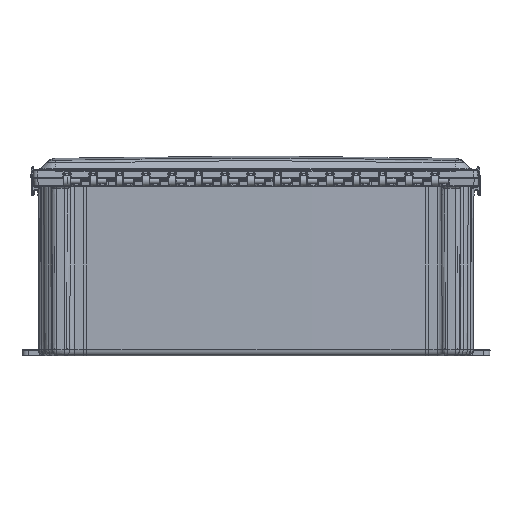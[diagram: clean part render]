
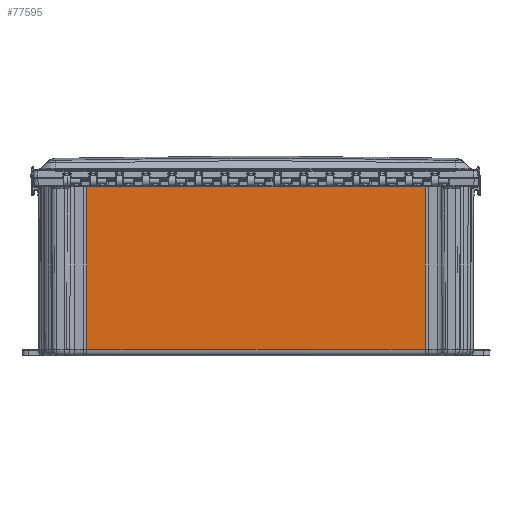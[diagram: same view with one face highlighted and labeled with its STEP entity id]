
A CAD part, left-side view. The second image highlights one B-rep face of the part: STEP entity #77595.
In plain terms, the highlighted conical face has half-angle 0.25 degrees and reference radius 12878.4 mm.
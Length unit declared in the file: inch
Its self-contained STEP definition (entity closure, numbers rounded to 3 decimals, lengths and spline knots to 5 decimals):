
#220=CONICAL_SURFACE('',#84242,507.02515,0.25);
#10389=FACE_OUTER_BOUND('',#15667,.T.);
#15667=EDGE_LOOP('',(#60020,#60021,#60022,#60023));
#20941=CIRCLE('',#84103,507.00432);
#21026=CIRCLE('',#84243,507.04598);
#25337=LINE('',#174531,#29134);
#25338=LINE('',#174535,#29135);
#29134=VECTOR('',#97722,9.54708);
#29135=VECTOR('',#97727,9.54708);
#34352=VERTEX_POINT('',#172561);
#34353=VERTEX_POINT('',#172565);
#34430=VERTEX_POINT('',#174529);
#34431=VERTEX_POINT('',#174533);
#43353=EDGE_CURVE('',#34352,#34353,#20941,.T.);
#43507=EDGE_CURVE('',#34430,#34352,#25337,.T.);
#43508=EDGE_CURVE('',#34430,#34431,#21026,.T.);
#43509=EDGE_CURVE('',#34431,#34353,#25338,.T.);
#60020=ORIENTED_EDGE('',*,*,#43353,.F.);
#60021=ORIENTED_EDGE('',*,*,#43507,.F.);
#60022=ORIENTED_EDGE('',*,*,#43508,.T.);
#60023=ORIENTED_EDGE('',*,*,#43509,.T.);
#77595=ADVANCED_FACE('',(#10389),#220,.T.);
#84103=AXIS2_PLACEMENT_3D('',#172566,#97399,#97400);
#84242=AXIS2_PLACEMENT_3D('',#174532,#97723,#97724);
#84243=AXIS2_PLACEMENT_3D('',#174534,#97725,#97726);
#97399=DIRECTION('center_axis',(0.,-1.,0.));
#97400=DIRECTION('ref_axis',(0.019,0.,1.));
#97722=DIRECTION('',(0.,-1.,-0.004));
#97723=DIRECTION('center_axis',(0.,1.,0.));
#97724=DIRECTION('ref_axis',(1.,0.,0.));
#97725=DIRECTION('center_axis',(0.,-1.,0.));
#97726=DIRECTION('ref_axis',(0.019,0.,1.));
#97727=DIRECTION('',(0.,-1.,-0.004));
#172561=CARTESIAN_POINT('',(9.65445,-9.7517,12.09927));
#172565=CARTESIAN_POINT('',(-9.65445,-9.7517,12.09927));
#172566=CARTESIAN_POINT('Origin',(0.,-9.7517,-494.81312));
#174529=CARTESIAN_POINT('',(9.65525,-0.20472,12.14092));
#174531=CARTESIAN_POINT('',(9.65525,-0.20472,12.14092));
#174532=CARTESIAN_POINT('Origin',(0.,-4.97821,-494.81312));
#174533=CARTESIAN_POINT('',(-9.65525,-0.20472,12.14092));
#174534=CARTESIAN_POINT('Origin',(0.,-0.20472,
-494.81312));
#174535=CARTESIAN_POINT('',(-9.65525,-0.20472,12.14092));
